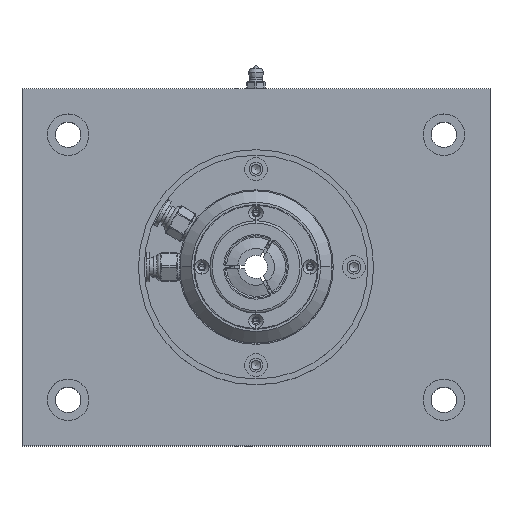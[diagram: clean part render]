
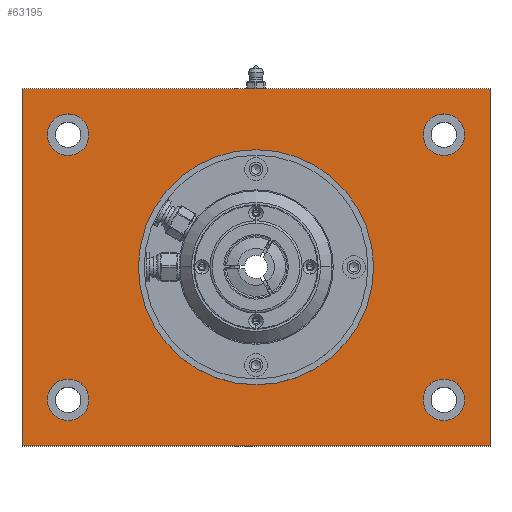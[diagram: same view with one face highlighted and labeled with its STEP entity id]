
A CAD part, top view. The second image highlights one B-rep face of the part: STEP entity #63195.
In plain terms, the highlighted planar face has unit normal (0, 0, 1).
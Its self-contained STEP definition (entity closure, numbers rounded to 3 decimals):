
#39 = FACE_OUTER_BOUND ( 'NONE', #34062, .T. ) ;
#152 = DIRECTION ( 'NONE',  ( 1., 0., 0. ) ) ;
#467 = ORIENTED_EDGE ( 'NONE', *, *, #24398, .F. ) ;
#674 = VECTOR ( 'NONE', #41913, 1000. ) ;
#1440 = DIRECTION ( 'NONE',  ( 1., 0., 0. ) ) ;
#1652 = CARTESIAN_POINT ( 'NONE',  ( -81.5, 57.5, 75.5 ) ) ;
#2372 = EDGE_CURVE ( 'NONE', #46817, #46817, #24361, .T. ) ;
#5004 = DIRECTION ( 'NONE',  ( -1., 0., 0. ) ) ;
#6347 = FACE_BOUND ( 'NONE', #32635, .T. ) ;
#7054 = EDGE_LOOP ( 'NONE', ( #467 ) ) ;
#8774 = AXIS2_PLACEMENT_3D ( 'NONE', #1652, #28491, #61762 ) ;
#9090 = CIRCLE ( 'NONE', #63293, 9. ) ;
#9201 = VERTEX_POINT ( 'NONE', #63376 ) ;
#9444 = DIRECTION ( 'NONE',  ( 1., 0., 0. ) ) ;
#9929 = LINE ( 'NONE', #26543, #67625 ) ;
#10470 = DIRECTION ( 'NONE',  ( 0., 0., 1. ) ) ;
#10692 = CARTESIAN_POINT ( 'NONE',  ( 90.5, -57.5, 75.5 ) ) ;
#11792 = DIRECTION ( 'NONE',  ( 0., 0., 1. ) ) ;
#12388 = VECTOR ( 'NONE', #9444, 1000. ) ;
#13111 = VERTEX_POINT ( 'NONE', #46280 ) ;
#13608 = ORIENTED_EDGE ( 'NONE', *, *, #62832, .T. ) ;
#16145 = EDGE_LOOP ( 'NONE', ( #27764 ) ) ;
#19015 = CIRCLE ( 'NONE', #8774, 9. ) ;
#19137 = EDGE_CURVE ( 'NONE', #32592, #32592, #22385, .T. ) ;
#19175 = CARTESIAN_POINT ( 'NONE',  ( -72.5, 57.5, 75.5 ) ) ;
#20312 = DIRECTION ( 'NONE',  ( 0., -1., 0. ) ) ;
#20385 = CARTESIAN_POINT ( 'NONE',  ( 101.5, 77.5, 75.5 ) ) ;
#21583 = PLANE ( 'NONE',  #49609 ) ;
#22385 = CIRCLE ( 'NONE', #53956, 9. ) ;
#22535 = VECTOR ( 'NONE', #20312, 1000. ) ;
#24361 = CIRCLE ( 'NONE', #63934, 9. ) ;
#24398 = EDGE_CURVE ( 'NONE', #33314, #33314, #9090, .T. ) ;
#24765 = CIRCLE ( 'NONE', #54105, 45. ) ;
#24806 = VERTEX_POINT ( 'NONE', #19175 ) ;
#26486 = FACE_BOUND ( 'NONE', #16145, .T. ) ;
#26543 = CARTESIAN_POINT ( 'NONE',  ( -101.5, 77.5, 75.5 ) ) ;
#27242 = ORIENTED_EDGE ( 'NONE', *, *, #30421, .T. ) ;
#27672 = CARTESIAN_POINT ( 'NONE',  ( 90.5, 57.5, 75.5 ) ) ;
#27764 = ORIENTED_EDGE ( 'NONE', *, *, #2372, .F. ) ;
#28491 = DIRECTION ( 'NONE',  ( 0., 0., 1. ) ) ;
#28952 = DIRECTION ( 'NONE',  ( 0., 0., 1. ) ) ;
#29634 = VERTEX_POINT ( 'NONE', #43495 ) ;
#29990 = LINE ( 'NONE', #63276, #12388 ) ;
#30421 = EDGE_CURVE ( 'NONE', #29634, #55809, #68852, .T. ) ;
#30886 = CARTESIAN_POINT ( 'NONE',  ( -101.5, 77.5, 75.5 ) ) ;
#31202 = ORIENTED_EDGE ( 'NONE', *, *, #34407, .F. ) ;
#32592 = VERTEX_POINT ( 'NONE', #27672 ) ;
#32635 = EDGE_LOOP ( 'NONE', ( #51815 ) ) ;
#33277 = DIRECTION ( 'NONE',  ( 1., 0., 0. ) ) ;
#33314 = VERTEX_POINT ( 'NONE', #54921 ) ;
#34062 = EDGE_LOOP ( 'NONE', ( #27242, #40408, #13608, #56340 ) ) ;
#34407 = EDGE_CURVE ( 'NONE', #24806, #24806, #19015, .T. ) ;
#37453 = FACE_BOUND ( 'NONE', #7054, .T. ) ;
#38273 = CARTESIAN_POINT ( 'NONE',  ( 81.5, 57.5, 75.5 ) ) ;
#40408 = ORIENTED_EDGE ( 'NONE', *, *, #59037, .T. ) ;
#41913 = DIRECTION ( 'NONE',  ( 0., 1., 0. ) ) ;
#42297 = DIRECTION ( 'NONE',  ( 1., 0., 0. ) ) ;
#43371 = EDGE_LOOP ( 'NONE', ( #31202 ) ) ;
#43495 = CARTESIAN_POINT ( 'NONE',  ( 101.5, -77.5, 75.5 ) ) ;
#44533 = CARTESIAN_POINT ( 'NONE',  ( 0., 0., 75.5 ) ) ;
#46280 = CARTESIAN_POINT ( 'NONE',  ( -101.5, 77.5, 75.5 ) ) ;
#46817 = VERTEX_POINT ( 'NONE', #10692 ) ;
#47053 = CARTESIAN_POINT ( 'NONE',  ( 0., 0., 75.5 ) ) ;
#47175 = LINE ( 'NONE', #30886, #22535 ) ;
#48425 = FACE_BOUND ( 'NONE', #58940, .T. ) ;
#49609 = AXIS2_PLACEMENT_3D ( 'NONE', #44533, #28952, #1440 ) ;
#51815 = ORIENTED_EDGE ( 'NONE', *, *, #19137, .F. ) ;
#53289 = CARTESIAN_POINT ( 'NONE',  ( -81.5, -57.5, 75.5 ) ) ;
#53956 = AXIS2_PLACEMENT_3D ( 'NONE', #38273, #11792, #152 ) ;
#54105 = AXIS2_PLACEMENT_3D ( 'NONE', #47053, #68655, #69365 ) ;
#54817 = FACE_BOUND ( 'NONE', #43371, .T. ) ;
#54921 = CARTESIAN_POINT ( 'NONE',  ( -72.5, -57.5, 75.5 ) ) ;
#55586 = DIRECTION ( 'NONE',  ( 0., 0., 1. ) ) ;
#55809 = VERTEX_POINT ( 'NONE', #60550 ) ;
#56340 = ORIENTED_EDGE ( 'NONE', *, *, #63520, .T. ) ;
#58940 = EDGE_LOOP ( 'NONE', ( #69009 ) ) ;
#59037 = EDGE_CURVE ( 'NONE', #55809, #13111, #9929, .T. ) ;
#60550 = CARTESIAN_POINT ( 'NONE',  ( 101.5, 77.5, 75.5 ) ) ;
#61677 = VERTEX_POINT ( 'NONE', #63499 ) ;
#61762 = DIRECTION ( 'NONE',  ( 1., 0., 0. ) ) ;
#62832 = EDGE_CURVE ( 'NONE', #13111, #61677, #47175, .T. ) ;
#62975 = EDGE_CURVE ( 'NONE', #9201, #9201, #24765, .T. ) ;
#63195 = ADVANCED_FACE ( 'NONE', ( #54817, #6347, #26486, #37453, #48425, #39 ), #21583, .T. ) ;
#63276 = CARTESIAN_POINT ( 'NONE',  ( -101.5, -77.5, 75.5 ) ) ;
#63293 = AXIS2_PLACEMENT_3D ( 'NONE', #53289, #10470, #42297 ) ;
#63376 = CARTESIAN_POINT ( 'NONE',  ( -45., 0., 75.5 ) ) ;
#63499 = CARTESIAN_POINT ( 'NONE',  ( -101.5, -77.5, 75.5 ) ) ;
#63520 = EDGE_CURVE ( 'NONE', #61677, #29634, #29990, .T. ) ;
#63934 = AXIS2_PLACEMENT_3D ( 'NONE', #66235, #55586, #33277 ) ;
#66235 = CARTESIAN_POINT ( 'NONE',  ( 81.5, -57.5, 75.5 ) ) ;
#67625 = VECTOR ( 'NONE', #5004, 1000. ) ;
#68655 = DIRECTION ( 'NONE',  ( 0., 0., -1. ) ) ;
#68852 = LINE ( 'NONE', #20385, #674 ) ;
#69009 = ORIENTED_EDGE ( 'NONE', *, *, #62975, .T. ) ;
#69365 = DIRECTION ( 'NONE',  ( -1., 0., 0. ) ) ;
